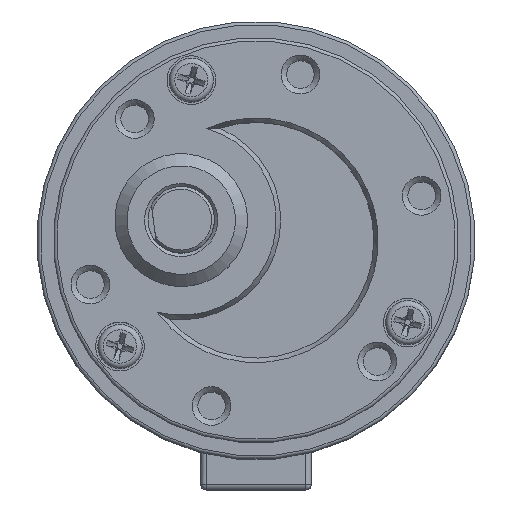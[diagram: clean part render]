
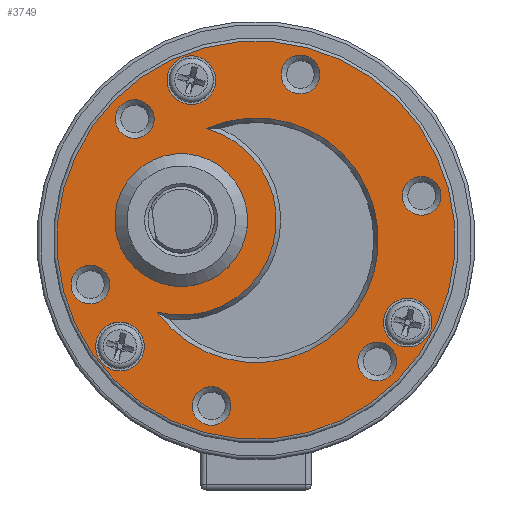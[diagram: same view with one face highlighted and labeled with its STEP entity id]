
A CAD part, top view. The second image highlights one B-rep face of the part: STEP entity #3749.
In plain terms, the highlighted planar face has unit normal (0, 0, 1).
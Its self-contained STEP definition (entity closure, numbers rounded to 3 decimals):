
#2902=PLANE('',#10105);
#3749=ADVANCED_FACE('',(#4139,#4140,#4141,#4142,#4143,#4144,#4145,#4146,
#4147,#4148,#4149,#4150),#2902,.T.);
#4139=FACE_BOUND('',#4685,.T.);
#4140=FACE_BOUND('',#4686,.T.);
#4141=FACE_BOUND('',#4687,.T.);
#4142=FACE_BOUND('',#4688,.T.);
#4143=FACE_BOUND('',#4689,.T.);
#4144=FACE_BOUND('',#4690,.T.);
#4145=FACE_BOUND('',#4691,.T.);
#4146=FACE_BOUND('',#4692,.T.);
#4147=FACE_BOUND('',#4693,.T.);
#4148=FACE_BOUND('',#4694,.T.);
#4149=FACE_BOUND('',#4695,.T.);
#4150=FACE_BOUND('',#4696,.T.);
#4685=EDGE_LOOP('',(#6654));
#4686=EDGE_LOOP('',(#6655));
#4687=EDGE_LOOP('',(#6656));
#4688=EDGE_LOOP('',(#6657));
#4689=EDGE_LOOP('',(#6658));
#4690=EDGE_LOOP('',(#6659));
#4691=EDGE_LOOP('',(#6660));
#4692=EDGE_LOOP('',(#6661));
#4693=EDGE_LOOP('',(#6662));
#4694=EDGE_LOOP('',(#6663));
#4695=EDGE_LOOP('',(#6664));
#4696=EDGE_LOOP('',(#6665,#6666));
#6654=ORIENTED_EDGE('',*,*,#8701,.T.);
#6655=ORIENTED_EDGE('',*,*,#8699,.T.);
#6656=ORIENTED_EDGE('',*,*,#8697,.T.);
#6657=ORIENTED_EDGE('',*,*,#8715,.F.);
#6658=ORIENTED_EDGE('',*,*,#8720,.T.);
#6659=ORIENTED_EDGE('',*,*,#8718,.T.);
#6660=ORIENTED_EDGE('',*,*,#8716,.T.);
#6661=ORIENTED_EDGE('',*,*,#8729,.T.);
#6662=ORIENTED_EDGE('',*,*,#8732,.T.);
#6663=ORIENTED_EDGE('',*,*,#8733,.T.);
#6664=ORIENTED_EDGE('',*,*,#8734,.T.);
#6665=ORIENTED_EDGE('',*,*,#8725,.T.);
#6666=ORIENTED_EDGE('',*,*,#8727,.T.);
#7654=VERTEX_POINT('',#15245);
#7656=VERTEX_POINT('',#15250);
#7658=VERTEX_POINT('',#15255);
#7672=VERTEX_POINT('',#15298);
#7673=VERTEX_POINT('',#15302);
#7675=VERTEX_POINT('',#15307);
#7677=VERTEX_POINT('',#15312);
#7680=VERTEX_POINT('',#15321);
#7682=VERTEX_POINT('',#15328);
#7684=VERTEX_POINT('',#15337);
#7687=VERTEX_POINT('',#15345);
#7688=VERTEX_POINT('',#15348);
#7689=VERTEX_POINT('',#15351);
#8697=EDGE_CURVE('',#7654,#7654,#9164,.T.);
#8699=EDGE_CURVE('',#7656,#7656,#9166,.T.);
#8701=EDGE_CURVE('',#7658,#7658,#9168,.T.);
#8715=EDGE_CURVE('',#7672,#7672,#9182,.T.);
#8716=EDGE_CURVE('',#7673,#7673,#9183,.T.);
#8718=EDGE_CURVE('',#7675,#7675,#9185,.T.);
#8720=EDGE_CURVE('',#7677,#7677,#9187,.T.);
#8725=EDGE_CURVE('',#7680,#7682,#9190,.T.);
#8727=EDGE_CURVE('',#7682,#7680,#9192,.T.);
#8729=EDGE_CURVE('',#7684,#7684,#9194,.T.);
#8732=EDGE_CURVE('',#7687,#7687,#9197,.T.);
#8733=EDGE_CURVE('',#7688,#7688,#9198,.T.);
#8734=EDGE_CURVE('',#7689,#7689,#9199,.T.);
#9164=CIRCLE('',#10031,1.75);
#9166=CIRCLE('',#10034,1.75);
#9168=CIRCLE('',#10037,1.75);
#9182=CIRCLE('',#10066,6.);
#9183=CIRCLE('',#10069,1.75);
#9185=CIRCLE('',#10072,1.75);
#9187=CIRCLE('',#10075,1.75);
#9190=CIRCLE('',#10079,8.596);
#9192=CIRCLE('',#10082,11.054);
#9194=CIRCLE('',#10085,18.);
#9197=CIRCLE('',#10090,2.2);
#9198=CIRCLE('',#10092,2.2);
#9199=CIRCLE('',#10094,2.2);
#10031=AXIS2_PLACEMENT_3D('',#15244,#11911,#11912);
#10034=AXIS2_PLACEMENT_3D('',#15249,#11917,#11918);
#10037=AXIS2_PLACEMENT_3D('',#15254,#11923,#11924);
#10066=AXIS2_PLACEMENT_3D('',#15297,#11981,#11982);
#10069=AXIS2_PLACEMENT_3D('',#15301,#11987,#11988);
#10072=AXIS2_PLACEMENT_3D('',#15306,#11993,#11994);
#10075=AXIS2_PLACEMENT_3D('',#15311,#11999,#12000);
#10079=AXIS2_PLACEMENT_3D('',#15329,#12007,#12008);
#10082=AXIS2_PLACEMENT_3D('',#15332,#12013,#12014);
#10085=AXIS2_PLACEMENT_3D('',#15336,#12019,#12020);
#10090=AXIS2_PLACEMENT_3D('',#15344,#12029,#12030);
#10092=AXIS2_PLACEMENT_3D('',#15347,#12033,#12034);
#10094=AXIS2_PLACEMENT_3D('',#15350,#12037,#12038);
#10105=AXIS2_PLACEMENT_3D('',#15364,#12059,#12060);
#11911=DIRECTION('',(0.,0.,-1.));
#11912=DIRECTION('',(-0.966,0.259,0.));
#11917=DIRECTION('',(0.,0.,-1.));
#11918=DIRECTION('',(-0.966,0.259,0.));
#11923=DIRECTION('',(0.,0.,-1.));
#11924=DIRECTION('',(-0.966,0.259,0.));
#11981=DIRECTION('',(0.,0.,1.));
#11982=DIRECTION('',(-0.966,0.259,0.));
#11987=DIRECTION('',(0.,0.,-1.));
#11988=DIRECTION('',(-0.966,0.259,0.));
#11993=DIRECTION('',(0.,0.,-1.));
#11994=DIRECTION('',(-0.966,0.259,0.));
#11999=DIRECTION('',(0.,0.,-1.));
#12000=DIRECTION('',(-0.966,0.259,0.));
#12007=DIRECTION('',(0.,0.,1.));
#12008=DIRECTION('',(-0.966,0.259,0.));
#12013=DIRECTION('',(0.,0.,-1.));
#12014=DIRECTION('',(-0.966,0.259,0.));
#12019=DIRECTION('',(0.,0.,1.));
#12020=DIRECTION('',(-0.966,0.259,0.));
#12029=DIRECTION('',(0.,0.,-1.));
#12030=DIRECTION('',(0.966,-0.259,0.));
#12033=DIRECTION('',(0.,0.,-1.));
#12034=DIRECTION('',(0.966,-0.259,0.));
#12037=DIRECTION('',(0.,0.,-1.));
#12038=DIRECTION('',(0.966,-0.259,0.));
#12059=DIRECTION('',(0.,0.,1.));
#12060=DIRECTION('',(-0.966,0.259,0.));
#15244=CARTESIAN_POINT('',(4.012,14.972,48.05));
#15245=CARTESIAN_POINT('',(2.321,15.425,48.05));
#15249=CARTESIAN_POINT('',(-14.972,-4.012,48.05));
#15250=CARTESIAN_POINT('',(-16.662,-3.559,48.05));
#15254=CARTESIAN_POINT('',(10.96,-10.96,48.05));
#15255=CARTESIAN_POINT('',(9.27,-10.507,48.05));
#15297=CARTESIAN_POINT('',(-6.761,1.812,48.05));
#15298=CARTESIAN_POINT('',(-12.557,3.365,48.05));
#15301=CARTESIAN_POINT('',(-10.96,10.96,48.05));
#15302=CARTESIAN_POINT('',(-12.651,11.413,48.05));
#15306=CARTESIAN_POINT('',(14.972,4.012,48.05));
#15307=CARTESIAN_POINT('',(13.281,4.465,48.05));
#15311=CARTESIAN_POINT('',(-4.012,-14.972,48.05));
#15312=CARTESIAN_POINT('',(-5.702,-14.519,48.05));
#15321=CARTESIAN_POINT('',(-8.938,-6.504,48.05));
#15328=CARTESIAN_POINT('',(-4.489,10.102,48.05));
#15329=CARTESIAN_POINT('',(-6.761,1.812,48.05));
#15332=CARTESIAN_POINT('',(0.,0.,
48.05));
#15336=CARTESIAN_POINT('',(0.,0.,
48.05));
#15337=CARTESIAN_POINT('',(-17.387,4.659,48.05));
#15344=CARTESIAN_POINT('',(13.71,-7.444,48.05));
#15345=CARTESIAN_POINT('',(15.835,-8.013,48.05));
#15347=CARTESIAN_POINT('',(-5.844,14.464,48.05));
#15348=CARTESIAN_POINT('',(-3.719,13.895,48.05));
#15350=CARTESIAN_POINT('',(-12.293,-9.604,48.05));
#15351=CARTESIAN_POINT('',(-10.168,-10.174,48.05));
#15364=CARTESIAN_POINT('',(0.,0.,
48.05));
